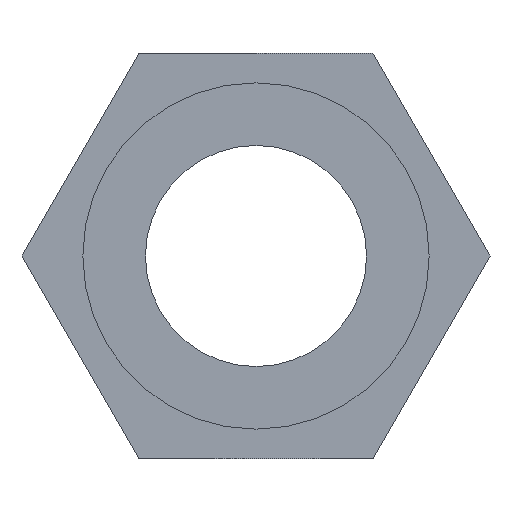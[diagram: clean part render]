
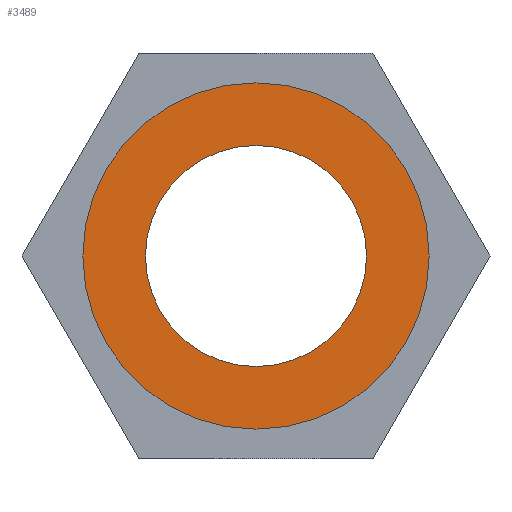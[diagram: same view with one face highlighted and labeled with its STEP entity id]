
A CAD part, left-side view. The second image highlights one B-rep face of the part: STEP entity #3489.
In plain terms, the highlighted planar face has unit normal (-1, 0, 0).
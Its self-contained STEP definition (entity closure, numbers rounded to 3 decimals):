
#343 = CARTESIAN_POINT ( 'NONE',  ( 0., 0., -3. ) ) ;
#453 = CARTESIAN_POINT ( 'NONE',  ( 0., 0., 0. ) ) ;
#468 = CARTESIAN_POINT ( 'NONE',  ( 0., 0., 0. ) ) ;
#485 = CIRCLE ( 'NONE', #2193, 3. ) ;
#521 = CARTESIAN_POINT ( 'NONE',  ( 0., 0., 0. ) ) ;
#577 = DIRECTION ( 'NONE',  ( 1., 0., 0. ) ) ;
#842 = VERTEX_POINT ( 'NONE', #343 ) ;
#851 = ORIENTED_EDGE ( 'NONE', *, *, #1879, .T. ) ;
#944 = DIRECTION ( 'NONE',  ( 0., 0., -1. ) ) ;
#993 = DIRECTION ( 'NONE',  ( 0., 0., 1. ) ) ;
#1062 = CARTESIAN_POINT ( 'NONE',  ( 0., 0., 3. ) ) ;
#1091 = CARTESIAN_POINT ( 'NONE',  ( 0., 0., -4.7 ) ) ;
#1140 = EDGE_CURVE ( 'NONE', #842, #4758, #485, .T. ) ;
#1260 = VERTEX_POINT ( 'NONE', #1091 ) ;
#1290 = CARTESIAN_POINT ( 'NONE',  ( 0., 0., 0. ) ) ;
#1731 = EDGE_CURVE ( 'NONE', #4661, #1260, #4723, .T. ) ;
#1833 = CARTESIAN_POINT ( 'NONE',  ( 0., 0., 0. ) ) ;
#1879 = EDGE_CURVE ( 'NONE', #1260, #4661, #4634, .T. ) ;
#2193 = AXIS2_PLACEMENT_3D ( 'NONE', #1290, #3053, #944 ) ;
#2249 = ORIENTED_EDGE ( 'NONE', *, *, #5193, .T. ) ;
#2281 = AXIS2_PLACEMENT_3D ( 'NONE', #1833, #4056, #993 ) ;
#2361 = CARTESIAN_POINT ( 'NONE',  ( 0., 0., 4.7 ) ) ;
#2613 = DIRECTION ( 'NONE',  ( 1., 0., 0. ) ) ;
#2713 = FACE_OUTER_BOUND ( 'NONE', #4585, .T. ) ;
#2744 = AXIS2_PLACEMENT_3D ( 'NONE', #521, #577, #4376 ) ;
#3053 = DIRECTION ( 'NONE',  ( 1., 0., 0. ) ) ;
#3198 = AXIS2_PLACEMENT_3D ( 'NONE', #468, #2613, #5205 ) ;
#3415 = DIRECTION ( 'NONE',  ( -1., 0., 0. ) ) ;
#3489 = ADVANCED_FACE ( 'NONE', ( #4242, #2713 ), #4429, .F. ) ;
#4018 = EDGE_LOOP ( 'NONE', ( #2249, #4978 ) ) ;
#4056 = DIRECTION ( 'NONE',  ( -1., 0., 0. ) ) ;
#4211 = ORIENTED_EDGE ( 'NONE', *, *, #1731, .T. ) ;
#4242 = FACE_BOUND ( 'NONE', #4018, .T. ) ;
#4256 = DIRECTION ( 'NONE',  ( 0., 0., 1. ) ) ;
#4279 = CIRCLE ( 'NONE', #3198, 3. ) ;
#4376 = DIRECTION ( 'NONE',  ( 0., 0., -1. ) ) ;
#4429 = PLANE ( 'NONE',  #2744 ) ;
#4585 = EDGE_LOOP ( 'NONE', ( #4211, #851 ) ) ;
#4634 = CIRCLE ( 'NONE', #5260, 4.7 ) ;
#4661 = VERTEX_POINT ( 'NONE', #2361 ) ;
#4723 = CIRCLE ( 'NONE', #2281, 4.7 ) ;
#4758 = VERTEX_POINT ( 'NONE', #1062 ) ;
#4978 = ORIENTED_EDGE ( 'NONE', *, *, #1140, .T. ) ;
#5193 = EDGE_CURVE ( 'NONE', #4758, #842, #4279, .T. ) ;
#5205 = DIRECTION ( 'NONE',  ( 0., 0., -1. ) ) ;
#5260 = AXIS2_PLACEMENT_3D ( 'NONE', #453, #3415, #4256 ) ;
